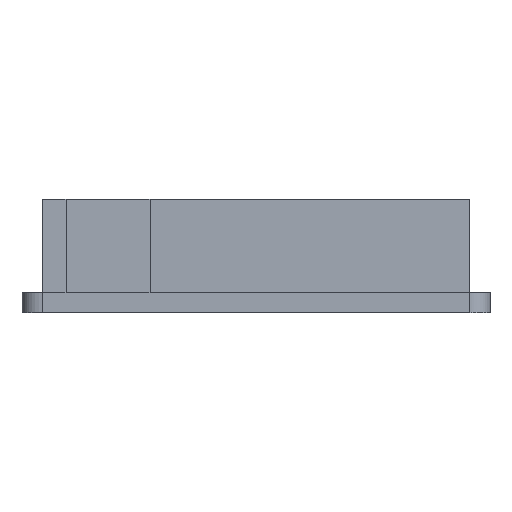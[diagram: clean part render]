
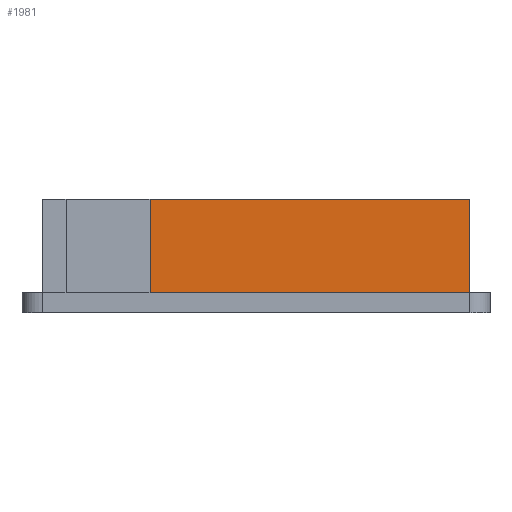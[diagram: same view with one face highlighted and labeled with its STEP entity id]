
A CAD part, left-side view. The second image highlights one B-rep face of the part: STEP entity #1981.
In plain terms, the highlighted planar face has unit normal (-1, 0, 0).
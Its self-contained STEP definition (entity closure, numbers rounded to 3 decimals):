
#385=ORIENTED_EDGE('',*,*,#851,.T.);
#386=ORIENTED_EDGE('',*,*,#796,.T.);
#387=ORIENTED_EDGE('',*,*,#850,.T.);
#388=ORIENTED_EDGE('',*,*,#708,.F.);
#708=EDGE_CURVE('',#989,#990,#1179,.T.);
#796=EDGE_CURVE('',#1066,#1065,#1257,.T.);
#850=EDGE_CURVE('',#1065,#990,#1310,.T.);
#851=EDGE_CURVE('',#989,#1066,#1311,.T.);
#989=VERTEX_POINT('',#2820);
#990=VERTEX_POINT('',#2822);
#1065=VERTEX_POINT('',#3001);
#1066=VERTEX_POINT('',#3003);
#1179=LINE('',#2821,#1426);
#1257=LINE('',#3002,#1504);
#1310=LINE('',#3112,#1557);
#1311=LINE('',#3114,#1558);
#1426=VECTOR('',#2260,1000.);
#1504=VECTOR('',#2376,1000.);
#1557=VECTOR('',#2479,1000.);
#1558=VECTOR('',#2482,1000.);
#1685=EDGE_LOOP('',(#385,#386,#387,#388));
#1793=FACE_BOUND('',#1685,.T.);
#1895=PLANE('',#2111);
#1981=ADVANCED_FACE('',(#1793),#1895,.F.);
#2111=AXIS2_PLACEMENT_3D('',#3113,#2480,#2481);
#2260=DIRECTION('',(0.,1.,0.));
#2376=DIRECTION('',(0.,1.,0.));
#2479=DIRECTION('',(0.,0.,-1.));
#2480=DIRECTION('',(1.,0.,0.));
#2481=DIRECTION('',(0.,0.,-1.));
#2482=DIRECTION('',(0.,0.,1.));
#2820=CARTESIAN_POINT('',(-1739.9,50.8,50.8));
#2821=CARTESIAN_POINT('',(-1739.9,876.249,50.797));
#2822=CARTESIAN_POINT('',(-1739.9,853.44,50.797));
#3001=CARTESIAN_POINT('',(-1739.9,853.44,285.749));
#3002=CARTESIAN_POINT('',(-1739.9,876.249,285.749));
#3003=CARTESIAN_POINT('',(-1739.9,50.8,285.75));
#3112=CARTESIAN_POINT('',(-1739.9,853.44,168.275));
#3113=CARTESIAN_POINT('',(-1739.9,876.249,309.245));
#3114=CARTESIAN_POINT('',(-1739.9,50.8,309.247));
